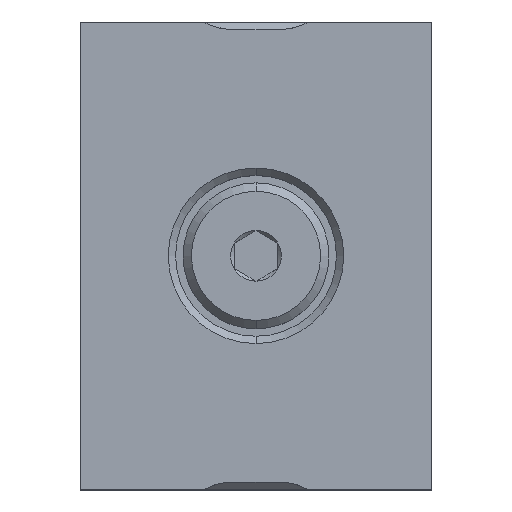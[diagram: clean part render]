
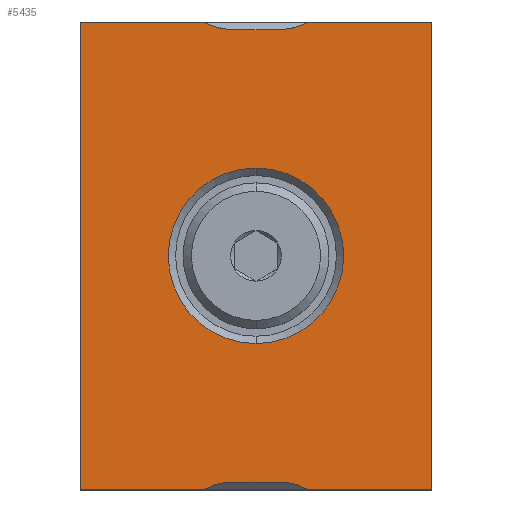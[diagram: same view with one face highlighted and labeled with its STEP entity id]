
A CAD part, top view. The second image highlights one B-rep face of the part: STEP entity #5435.
In plain terms, the highlighted planar face has unit normal (0, 0, 1).
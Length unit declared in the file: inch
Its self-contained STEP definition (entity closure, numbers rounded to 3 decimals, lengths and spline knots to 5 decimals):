
#27 = VECTOR ( 'NONE', #1250, 39.37008 ) ;
#282 = LINE ( 'NONE', #1771, #5536 ) ;
#293 = CARTESIAN_POINT ( 'NONE',  ( -0.375, -0.5, 0. ) ) ;
#312 = EDGE_CURVE ( 'NONE', #520, #5762, #4481, .T. ) ;
#316 = CARTESIAN_POINT ( 'NONE',  ( -0.05, -0.60854, 0. ) ) ;
#352 = DIRECTION ( 'NONE',  ( 0., -1., 0. ) ) ;
#353 = CARTESIAN_POINT ( 'NONE',  ( 0., 0., 0. ) ) ;
#406 = DIRECTION ( 'NONE',  ( 0., 0., 1. ) ) ;
#479 = EDGE_CURVE ( 'NONE', #520, #1054, #282, .T. ) ;
#511 = CARTESIAN_POINT ( 'NONE',  ( -0.1093, 0.4985, 0. ) ) ;
#520 = VERTEX_POINT ( 'NONE', #2658 ) ;
#545 = CARTESIAN_POINT ( 'NONE',  ( 0.375, -0.4985, 0. ) ) ;
#561 = EDGE_CURVE ( 'NONE', #3169, #3414, #4596, .T. ) ;
#614 = DIRECTION ( 'NONE',  ( 0., 1., 0. ) ) ;
#673 = VECTOR ( 'NONE', #1820, 39.37008 ) ;
#678 = DIRECTION ( 'NONE',  ( 0., -1., 0. ) ) ;
#750 = ORIENTED_EDGE ( 'NONE', *, *, #479, .F. ) ;
#770 = DIRECTION ( 'NONE',  ( 0., 0., 1. ) ) ;
#803 = CARTESIAN_POINT ( 'NONE',  ( -0.1093, -0.4985, 0. ) ) ;
#868 = CARTESIAN_POINT ( 'NONE',  ( 0.375, -0.4985, 0. ) ) ;
#913 = VERTEX_POINT ( 'NONE', #2363 ) ;
#948 = ORIENTED_EDGE ( 'NONE', *, *, #4684, .T. ) ;
#963 = ORIENTED_EDGE ( 'NONE', *, *, #1282, .F. ) ;
#968 = FACE_OUTER_BOUND ( 'NONE', #1004, .T. ) ;
#1004 = EDGE_LOOP ( 'NONE', ( #963, #3851, #2104, #1273, #750, #2672, #2788, #2831, #4926, #4389, #3014, #948 ) ) ;
#1054 = VERTEX_POINT ( 'NONE', #2090 ) ;
#1080 = CIRCLE ( 'NONE', #5924, 0.1875 ) ;
#1217 = EDGE_CURVE ( 'NONE', #5791, #3169, #5338, .T. ) ;
#1250 = DIRECTION ( 'NONE',  ( -1., 0., 0. ) ) ;
#1273 = ORIENTED_EDGE ( 'NONE', *, *, #2376, .T. ) ;
#1282 = EDGE_CURVE ( 'NONE', #4965, #1460, #5225, .T. ) ;
#1283 = LINE ( 'NONE', #2586, #3706 ) ;
#1373 = CARTESIAN_POINT ( 'NONE',  ( 0.1093, 0.4985, 0. ) ) ;
#1376 = EDGE_LOOP ( 'NONE', ( #2218, #2631 ) ) ;
#1450 = DIRECTION ( 'NONE',  ( 0., 0., 1. ) ) ;
#1460 = VERTEX_POINT ( 'NONE', #803 ) ;
#1476 = CARTESIAN_POINT ( 'NONE',  ( 0., 0., 0. ) ) ;
#1691 = AXIS2_PLACEMENT_3D ( 'NONE', #5987, #3228, #352 ) ;
#1693 = AXIS2_PLACEMENT_3D ( 'NONE', #3908, #3026, #614 ) ;
#1739 = DIRECTION ( 'NONE',  ( 0., 1., 0. ) ) ;
#1771 = CARTESIAN_POINT ( 'NONE',  ( 0.375, -0.5, 0. ) ) ;
#1820 = DIRECTION ( 'NONE',  ( 1., 0., 0. ) ) ;
#1885 = EDGE_CURVE ( 'NONE', #913, #4965, #4168, .T. ) ;
#1947 = CARTESIAN_POINT ( 'NONE',  ( -0.05, 0.48354, 0. ) ) ;
#2077 = CARTESIAN_POINT ( 'NONE',  ( -0.375, -0.4985, 0. ) ) ;
#2090 = CARTESIAN_POINT ( 'NONE',  ( 0.375, -0.4985, 0. ) ) ;
#2104 = ORIENTED_EDGE ( 'NONE', *, *, #4116, .F. ) ;
#2192 = CIRCLE ( 'NONE', #3882, 0.125 ) ;
#2218 = ORIENTED_EDGE ( 'NONE', *, *, #4216, .F. ) ;
#2363 = CARTESIAN_POINT ( 'NONE',  ( 0.05, -0.48354, 0. ) ) ;
#2376 = EDGE_CURVE ( 'NONE', #3060, #1054, #2956, .T. ) ;
#2567 = CARTESIAN_POINT ( 'NONE',  ( 0.375, -0.5, 0. ) ) ;
#2586 = CARTESIAN_POINT ( 'NONE',  ( 0.375, 0.4985, 0. ) ) ;
#2597 = AXIS2_PLACEMENT_3D ( 'NONE', #316, #3668, #2778 ) ;
#2612 = VECTOR ( 'NONE', #2700, 39.37008 ) ;
#2631 = ORIENTED_EDGE ( 'NONE', *, *, #6036, .F. ) ;
#2658 = CARTESIAN_POINT ( 'NONE',  ( 0.375, 0.4985, 0. ) ) ;
#2672 = ORIENTED_EDGE ( 'NONE', *, *, #312, .T. ) ;
#2700 = DIRECTION ( 'NONE',  ( 0., -1., 0. ) ) ;
#2712 = CARTESIAN_POINT ( 'NONE',  ( -0.05, -0.48354, 0. ) ) ;
#2734 = CIRCLE ( 'NONE', #3314, 0.1875 ) ;
#2762 = EDGE_CURVE ( 'NONE', #3414, #5762, #2192, .T. ) ;
#2778 = DIRECTION ( 'NONE',  ( 0., 1., 0. ) ) ;
#2788 = ORIENTED_EDGE ( 'NONE', *, *, #2762, .F. ) ;
#2831 = ORIENTED_EDGE ( 'NONE', *, *, #561, .F. ) ;
#2904 = PLANE ( 'NONE',  #4083 ) ;
#2956 = LINE ( 'NONE', #545, #4588 ) ;
#3014 = ORIENTED_EDGE ( 'NONE', *, *, #3367, .T. ) ;
#3026 = DIRECTION ( 'NONE',  ( 0., 0., 1. ) ) ;
#3060 = VERTEX_POINT ( 'NONE', #5917 ) ;
#3089 = DIRECTION ( 'NONE',  ( -1., 0., 0. ) ) ;
#3094 = CARTESIAN_POINT ( 'NONE',  ( 0., -0.1875, 0. ) ) ;
#3169 = VERTEX_POINT ( 'NONE', #1947 ) ;
#3201 = VERTEX_POINT ( 'NONE', #3405 ) ;
#3228 = DIRECTION ( 'NONE',  ( 0., 0., 1. ) ) ;
#3314 = AXIS2_PLACEMENT_3D ( 'NONE', #353, #406, #4700 ) ;
#3367 = EDGE_CURVE ( 'NONE', #4519, #4179, #5390, .T. ) ;
#3405 = CARTESIAN_POINT ( 'NONE',  ( 0., 0.1875, 0. ) ) ;
#3414 = VERTEX_POINT ( 'NONE', #5936 ) ;
#3452 = FACE_BOUND ( 'NONE', #1376, .T. ) ;
#3595 = VECTOR ( 'NONE', #5918, 39.37008 ) ;
#3668 = DIRECTION ( 'NONE',  ( 0., 0., 1. ) ) ;
#3671 = DIRECTION ( 'NONE',  ( 0., -1., 0. ) ) ;
#3706 = VECTOR ( 'NONE', #3089, 39.37008 ) ;
#3793 = DIRECTION ( 'NONE',  ( 1., 0., 0. ) ) ;
#3851 = ORIENTED_EDGE ( 'NONE', *, *, #1885, .F. ) ;
#3882 = AXIS2_PLACEMENT_3D ( 'NONE', #5039, #770, #678 ) ;
#3908 = CARTESIAN_POINT ( 'NONE',  ( 0.05, -0.60854, 0. ) ) ;
#4083 = AXIS2_PLACEMENT_3D ( 'NONE', #2567, #5958, #1739 ) ;
#4116 = EDGE_CURVE ( 'NONE', #3060, #913, #5529, .T. ) ;
#4168 = LINE ( 'NONE', #2712, #27 ) ;
#4179 = VERTEX_POINT ( 'NONE', #2077 ) ;
#4216 = EDGE_CURVE ( 'NONE', #5061, #3201, #1080, .T. ) ;
#4226 = CARTESIAN_POINT ( 'NONE',  ( -0.375, 0.4985, 0. ) ) ;
#4389 = ORIENTED_EDGE ( 'NONE', *, *, #5311, .T. ) ;
#4481 = LINE ( 'NONE', #5461, #3595 ) ;
#4519 = VERTEX_POINT ( 'NONE', #4226 ) ;
#4588 = VECTOR ( 'NONE', #5295, 39.37008 ) ;
#4596 = LINE ( 'NONE', #5607, #673 ) ;
#4684 = EDGE_CURVE ( 'NONE', #4179, #1460, #5706, .T. ) ;
#4700 = DIRECTION ( 'NONE',  ( 0., -1., 0. ) ) ;
#4926 = ORIENTED_EDGE ( 'NONE', *, *, #1217, .F. ) ;
#4965 = VERTEX_POINT ( 'NONE', #5897 ) ;
#5039 = CARTESIAN_POINT ( 'NONE',  ( 0.05, 0.60854, 0. ) ) ;
#5061 = VERTEX_POINT ( 'NONE', #3094 ) ;
#5225 = CIRCLE ( 'NONE', #2597, 0.125 ) ;
#5295 = DIRECTION ( 'NONE',  ( 1., 0., 0. ) ) ;
#5311 = EDGE_CURVE ( 'NONE', #5791, #4519, #1283, .T. ) ;
#5338 = CIRCLE ( 'NONE', #1691, 0.125 ) ;
#5390 = LINE ( 'NONE', #293, #2612 ) ;
#5435 = ADVANCED_FACE ( 'NONE', ( #3452, #968 ), #2904, .F. ) ;
#5461 = CARTESIAN_POINT ( 'NONE',  ( 0.375, 0.4985, 0. ) ) ;
#5529 = CIRCLE ( 'NONE', #1693, 0.125 ) ;
#5536 = VECTOR ( 'NONE', #3671, 39.37008 ) ;
#5607 = CARTESIAN_POINT ( 'NONE',  ( -0.05, 0.48354, 0. ) ) ;
#5706 = LINE ( 'NONE', #868, #5738 ) ;
#5738 = VECTOR ( 'NONE', #3793, 39.37008 ) ;
#5762 = VERTEX_POINT ( 'NONE', #1373 ) ;
#5791 = VERTEX_POINT ( 'NONE', #511 ) ;
#5801 = DIRECTION ( 'NONE',  ( 0., -1., 0. ) ) ;
#5897 = CARTESIAN_POINT ( 'NONE',  ( -0.05, -0.48354, 0. ) ) ;
#5917 = CARTESIAN_POINT ( 'NONE',  ( 0.1093, -0.4985, 0. ) ) ;
#5918 = DIRECTION ( 'NONE',  ( -1., 0., 0. ) ) ;
#5924 = AXIS2_PLACEMENT_3D ( 'NONE', #1476, #1450, #5801 ) ;
#5936 = CARTESIAN_POINT ( 'NONE',  ( 0.05, 0.48354, 0. ) ) ;
#5958 = DIRECTION ( 'NONE',  ( 0., 0., -1. ) ) ;
#5987 = CARTESIAN_POINT ( 'NONE',  ( -0.05, 0.60854, 0. ) ) ;
#6036 = EDGE_CURVE ( 'NONE', #3201, #5061, #2734, .T. ) ;
